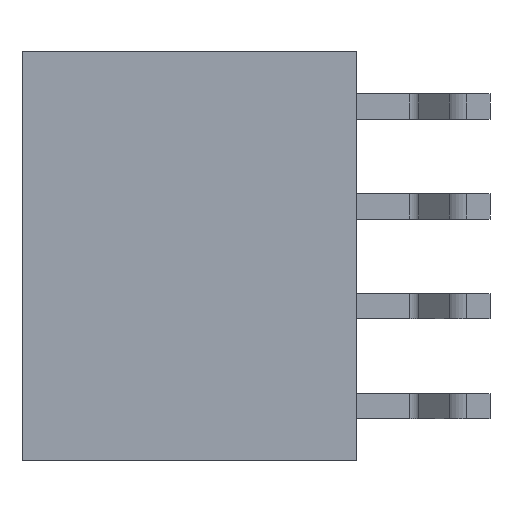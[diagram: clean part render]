
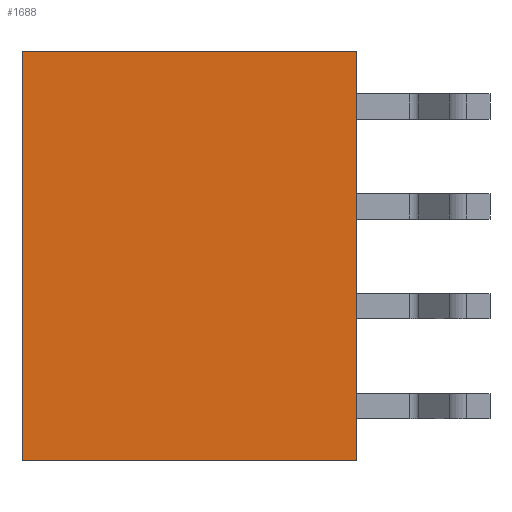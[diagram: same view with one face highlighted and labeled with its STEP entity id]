
A CAD part, left-side view. The second image highlights one B-rep face of the part: STEP entity #1688.
In plain terms, the highlighted planar face has unit normal (-1, 0, 0).
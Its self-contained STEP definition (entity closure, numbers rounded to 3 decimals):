
#16=DIRECTION('',(0.,0.,1.));
#17=VECTOR('',#16,10.41);
#18=CARTESIAN_POINT('',(0.,4.25,-5.205));
#19=LINE('',#18,#17);
#24=DIRECTION('',(0.,-1.,0.));
#25=VECTOR('',#24,8.5);
#26=CARTESIAN_POINT('',(0.,4.25,5.205));
#27=LINE('',#26,#25);
#31=DIRECTION('',(0.,0.,-1.));
#32=VECTOR('',#31,10.41);
#33=CARTESIAN_POINT('',(0.,-4.25,5.205));
#34=LINE('',#33,#32);
#38=DIRECTION('',(0.,1.,0.));
#39=VECTOR('',#38,8.5);
#40=CARTESIAN_POINT('',(0.,-4.25,-5.205));
#41=LINE('',#40,#39);
#1417=CARTESIAN_POINT('',(0.,4.25,-5.205));
#1418=CARTESIAN_POINT('',(0.,4.25,5.205));
#1419=VERTEX_POINT('',#1417);
#1420=VERTEX_POINT('',#1418);
#1421=CARTESIAN_POINT('',(0.,-4.25,5.205));
#1422=VERTEX_POINT('',#1421);
#1423=CARTESIAN_POINT('',(0.,-4.25,-5.205));
#1424=VERTEX_POINT('',#1423);
#1673=CARTESIAN_POINT('',(0.,0.,0.));
#1674=DIRECTION('',(1.,0.,0.));
#1675=DIRECTION('',(0.,0.,-1.));
#1676=AXIS2_PLACEMENT_3D('',#1673,#1674,#1675);
#1677=PLANE('',#1676);
#1679=ORIENTED_EDGE('',*,*,#1678,.T.);
#1681=ORIENTED_EDGE('',*,*,#1680,.T.);
#1683=ORIENTED_EDGE('',*,*,#1682,.T.);
#1685=ORIENTED_EDGE('',*,*,#1684,.T.);
#1686=EDGE_LOOP('',(#1679,#1681,#1683,#1685));
#1687=FACE_OUTER_BOUND('',#1686,.F.);
#1688=ADVANCED_FACE('',(#1687),#1677,.F.);
#1678=EDGE_CURVE('',#1419,#1420,#19,.T.);
#1680=EDGE_CURVE('',#1420,#1422,#27,.T.);
#1682=EDGE_CURVE('',#1422,#1424,#34,.T.);
#1684=EDGE_CURVE('',#1424,#1419,#41,.T.);
